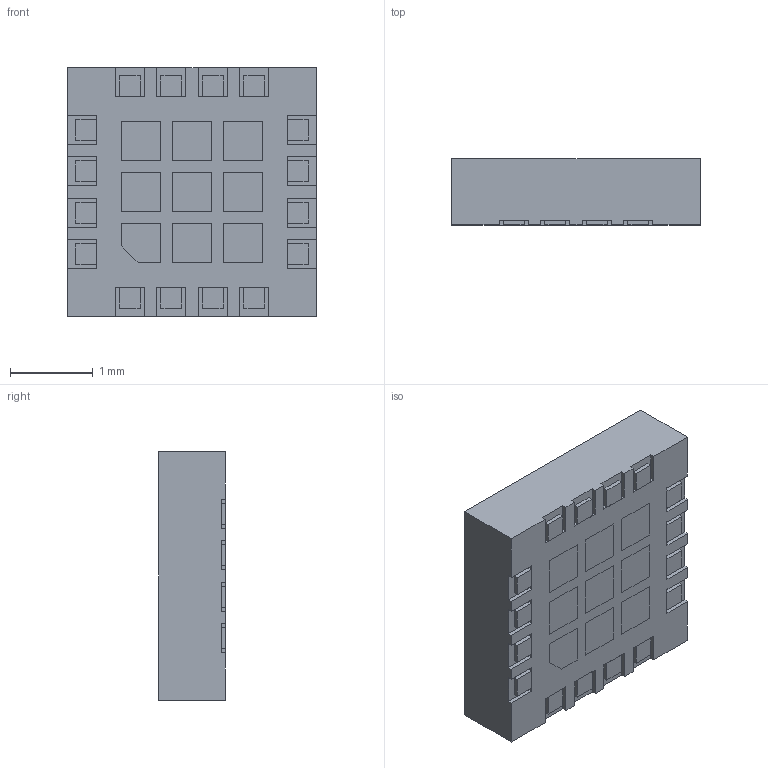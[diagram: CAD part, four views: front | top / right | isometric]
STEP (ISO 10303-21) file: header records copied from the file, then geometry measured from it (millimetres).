
FILE_DESCRIPTION (( 'STEP AP214' ), '1' );
FILE_NAME ('SKY66420-11.STEP', '2022-07-06T20:55:18', ( '' ), ( '' ), 'SwSTEP 2.0', 'SolidWorks 2017', '' );
FILE_SCHEMA (( 'AUTOMOTIVE_DESIGN' ));
Length unit declared in the file: millimetre
Products named in the file (1): SKY66420-11
Bounding box: 3 x 0.8 x 3 mm (x, y, z)
Volume: 7.2 mm3; surface area: 36.9 mm2
Topology: 27 solids, 27 shells, 274 faces, 630 edges, 420 vertices
Faces by surface type: plane 270, cylinder 4
Entity records: 7850 total; most frequent: CARTESIAN_POINT 1325, ORIENTED_EDGE 1260, DIRECTION 1188, EDGE_CURVE 630, VECTOR 622, LINE 622, VERTEX_POINT 420, EDGE_LOOP 284
